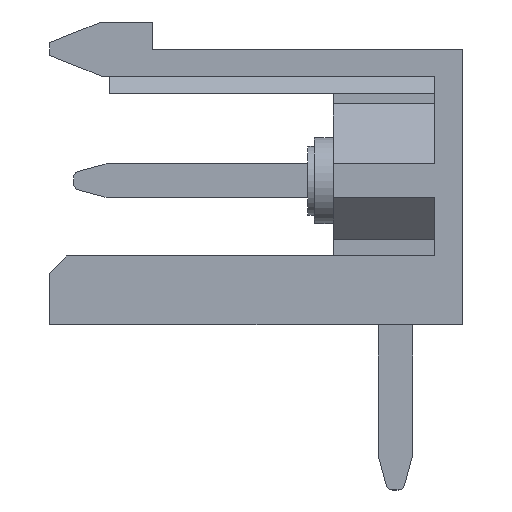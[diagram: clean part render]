
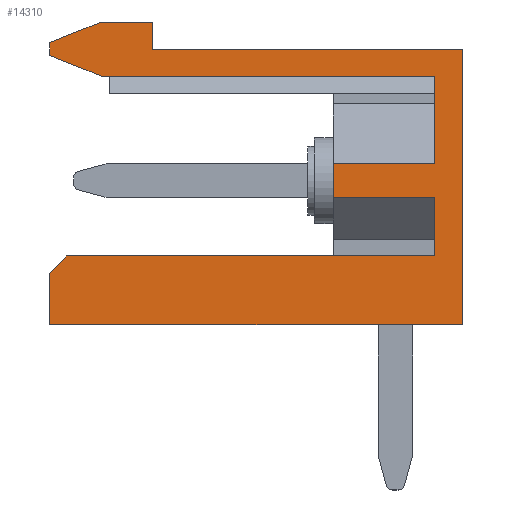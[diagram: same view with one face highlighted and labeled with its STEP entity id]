
A CAD part, left-side view. The second image highlights one B-rep face of the part: STEP entity #14310.
In plain terms, the highlighted planar face has unit normal (-1, 0, 0).
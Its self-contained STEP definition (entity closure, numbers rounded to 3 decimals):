
#287 = CARTESIAN_POINT ( 'NONE',  ( 0., 0., 0. ) ) ;
#661 = ORIENTED_EDGE ( 'NONE', *, *, #15509, .F. ) ;
#697 = VECTOR ( 'NONE', #23390, 1000. ) ;
#713 = DIRECTION ( 'NONE',  ( 0., 0., 1. ) ) ;
#736 = VECTOR ( 'NONE', #21963, 1000. ) ;
#894 = DIRECTION ( 'NONE',  ( 0., 0., -1. ) ) ;
#1609 = DIRECTION ( 'NONE',  ( 0., 1., 0. ) ) ;
#1828 = ORIENTED_EDGE ( 'NONE', *, *, #18177, .T. ) ;
#1842 = VERTEX_POINT ( 'NONE', #4949 ) ;
#2136 = DIRECTION ( 'NONE',  ( 1., 0., 0. ) ) ;
#2375 = VERTEX_POINT ( 'NONE', #6550 ) ;
#2496 = VERTEX_POINT ( 'NONE', #22976 ) ;
#2668 = CARTESIAN_POINT ( 'NONE',  ( 0., 0.8, -6. ) ) ;
#2685 = ORIENTED_EDGE ( 'NONE', *, *, #13249, .T. ) ;
#2722 = LINE ( 'NONE', #8961, #18182 ) ;
#2923 = LINE ( 'NONE', #21745, #22116 ) ;
#3291 = LINE ( 'NONE', #20558, #21916 ) ;
#3404 = CARTESIAN_POINT ( 'NONE',  ( 0., 10.5, -0.77 ) ) ;
#3409 = LINE ( 'NONE', #3404, #22598 ) ;
#3466 = LINE ( 'NONE', #11491, #12843 ) ;
#3517 = FACE_OUTER_BOUND ( 'NONE', #19917, .T. ) ;
#3699 = VERTEX_POINT ( 'NONE', #7781 ) ;
#3758 = ORIENTED_EDGE ( 'NONE', *, *, #14034, .F. ) ;
#4542 = CARTESIAN_POINT ( 'NONE',  ( 0., 11.5, -6. ) ) ;
#4546 = LINE ( 'NONE', #11910, #18829 ) ;
#4949 = CARTESIAN_POINT ( 'NONE',  ( 0., 12., 0.2 ) ) ;
#5384 = DIRECTION ( 'NONE',  ( 0., 0.928, 0.371 ) ) ;
#5455 = VERTEX_POINT ( 'NONE', #19390 ) ;
#5485 = EDGE_CURVE ( 'NONE', #21432, #19877, #10824, .T. ) ;
#5495 = CARTESIAN_POINT ( 'NONE',  ( 0., 10.5, 0.8 ) ) ;
#5653 = VERTEX_POINT ( 'NONE', #23951 ) ;
#5692 = DIRECTION ( 'NONE',  ( 0., 0., 1. ) ) ;
#5765 = CARTESIAN_POINT ( 'NONE',  ( 0., 12., -8. ) ) ;
#5958 = EDGE_CURVE ( 'NONE', #10900, #5653, #3466, .T. ) ;
#6550 = CARTESIAN_POINT ( 'NONE',  ( 0., 0.8, -6. ) ) ;
#6661 = ORIENTED_EDGE ( 'NONE', *, *, #16269, .F. ) ;
#7781 = CARTESIAN_POINT ( 'NONE',  ( 0., 3.75, -3.31 ) ) ;
#8042 = VECTOR ( 'NONE', #21983, 1000. ) ;
#8532 = VERTEX_POINT ( 'NONE', #9061 ) ;
#8675 = LINE ( 'NONE', #2668, #17998 ) ;
#8821 = DIRECTION ( 'NONE',  ( 0., -1., 0. ) ) ;
#8961 = CARTESIAN_POINT ( 'NONE',  ( 0., 3.75, -3.31 ) ) ;
#8996 = CARTESIAN_POINT ( 'NONE',  ( 0., 9.01, 0.8 ) ) ;
#9047 = EDGE_CURVE ( 'NONE', #16998, #15983, #19965, .T. ) ;
#9061 = CARTESIAN_POINT ( 'NONE',  ( 0., 0.8, -4.31 ) ) ;
#9200 = LINE ( 'NONE', #12182, #22813 ) ;
#9230 = ORIENTED_EDGE ( 'NONE', *, *, #13170, .F. ) ;
#9456 = VECTOR ( 'NONE', #16590, 1000. ) ;
#9594 = ORIENTED_EDGE ( 'NONE', *, *, #12138, .F. ) ;
#9627 = LINE ( 'NONE', #5765, #11374 ) ;
#10319 = VERTEX_POINT ( 'NONE', #15809 ) ;
#10438 = EDGE_CURVE ( 'NONE', #5653, #2496, #3409, .T. ) ;
#10445 = AXIS2_PLACEMENT_3D ( 'NONE', #287, #2136, #15200 ) ;
#10592 = LINE ( 'NONE', #17341, #19294 ) ;
#10641 = LINE ( 'NONE', #21559, #697 ) ;
#10642 = ORIENTED_EDGE ( 'NONE', *, *, #9047, .F. ) ;
#10824 = LINE ( 'NONE', #17599, #15184 ) ;
#10840 = DIRECTION ( 'NONE',  ( 0., 0., -1. ) ) ;
#10869 = ORIENTED_EDGE ( 'NONE', *, *, #10438, .F. ) ;
#10893 = CARTESIAN_POINT ( 'NONE',  ( 0., 0., -8. ) ) ;
#10900 = VERTEX_POINT ( 'NONE', #17983 ) ;
#10956 = CARTESIAN_POINT ( 'NONE',  ( 0., 12., -0.17 ) ) ;
#11111 = CARTESIAN_POINT ( 'NONE',  ( 0., 9.01, 0. ) ) ;
#11374 = VECTOR ( 'NONE', #5692, 1000. ) ;
#11487 = DIRECTION ( 'NONE',  ( 0., -0.928, 0.371 ) ) ;
#11491 = CARTESIAN_POINT ( 'NONE',  ( 0., 0.8, -0.77 ) ) ;
#11838 = DIRECTION ( 'NONE',  ( 0., -1., 0. ) ) ;
#11910 = CARTESIAN_POINT ( 'NONE',  ( 0., 12., -0.17 ) ) ;
#12138 = EDGE_CURVE ( 'NONE', #19877, #10319, #17944, .T. ) ;
#12182 = CARTESIAN_POINT ( 'NONE',  ( 0., 11.5, -6. ) ) ;
#12843 = VECTOR ( 'NONE', #13370, 1000. ) ;
#13032 = CARTESIAN_POINT ( 'NONE',  ( 0., 0., -8. ) ) ;
#13170 = EDGE_CURVE ( 'NONE', #15983, #21432, #19342, .T. ) ;
#13249 = EDGE_CURVE ( 'NONE', #14259, #8532, #3291, .T. ) ;
#13370 = DIRECTION ( 'NONE',  ( 0., 0., 1. ) ) ;
#13500 = ORIENTED_EDGE ( 'NONE', *, *, #17493, .T. ) ;
#14034 = EDGE_CURVE ( 'NONE', #20472, #16998, #10592, .T. ) ;
#14054 = ORIENTED_EDGE ( 'NONE', *, *, #22014, .F. ) ;
#14259 = VERTEX_POINT ( 'NONE', #14958 ) ;
#14310 = ADVANCED_FACE ( 'NONE', ( #3517 ), #22543, .F. ) ;
#14712 = CARTESIAN_POINT ( 'NONE',  ( 0., 9.01, 0. ) ) ;
#14726 = EDGE_CURVE ( 'NONE', #3699, #10900, #2923, .T. ) ;
#14958 = CARTESIAN_POINT ( 'NONE',  ( 0., 3.75, -4.31 ) ) ;
#15156 = CARTESIAN_POINT ( 'NONE',  ( 0., 10.5, 0.8 ) ) ;
#15184 = VECTOR ( 'NONE', #894, 1000. ) ;
#15200 = DIRECTION ( 'NONE',  ( 0., 0., -1. ) ) ;
#15509 = EDGE_CURVE ( 'NONE', #10319, #22057, #9627, .T. ) ;
#15809 = CARTESIAN_POINT ( 'NONE',  ( 0., 12., -8. ) ) ;
#15823 = DIRECTION ( 'NONE',  ( 0., 0.707, -0.707 ) ) ;
#15983 = VERTEX_POINT ( 'NONE', #11111 ) ;
#16269 = EDGE_CURVE ( 'NONE', #22035, #2375, #8675, .T. ) ;
#16590 = DIRECTION ( 'NONE',  ( 0., -1., 0. ) ) ;
#16828 = DIRECTION ( 'NONE',  ( 0., -1., 0. ) ) ;
#16998 = VERTEX_POINT ( 'NONE', #21766 ) ;
#17341 = CARTESIAN_POINT ( 'NONE',  ( 0., 10.5, 0.8 ) ) ;
#17493 = EDGE_CURVE ( 'NONE', #22035, #22057, #9200, .T. ) ;
#17503 = DIRECTION ( 'NONE',  ( 0., -1., 0. ) ) ;
#17599 = CARTESIAN_POINT ( 'NONE',  ( 0., 0., 0. ) ) ;
#17747 = CARTESIAN_POINT ( 'NONE',  ( 0., 12., -6.5 ) ) ;
#17944 = LINE ( 'NONE', #10893, #8042 ) ;
#17983 = CARTESIAN_POINT ( 'NONE',  ( 0., 0.8, -3.31 ) ) ;
#17998 = VECTOR ( 'NONE', #17503, 1000. ) ;
#18038 = EDGE_CURVE ( 'NONE', #2375, #8532, #10641, .T. ) ;
#18177 = EDGE_CURVE ( 'NONE', #3699, #14259, #2722, .T. ) ;
#18182 = VECTOR ( 'NONE', #10840, 1000. ) ;
#18774 = LINE ( 'NONE', #10956, #23093 ) ;
#18829 = VECTOR ( 'NONE', #713, 1000. ) ;
#19294 = VECTOR ( 'NONE', #11838, 1000. ) ;
#19342 = LINE ( 'NONE', #14712, #9456 ) ;
#19390 = CARTESIAN_POINT ( 'NONE',  ( 0., 12., -0.17 ) ) ;
#19877 = VERTEX_POINT ( 'NONE', #13032 ) ;
#19917 = EDGE_LOOP ( 'NONE', ( #6661, #13500, #661, #9594, #22520, #9230, #10642, #3758, #23268, #14054, #23115, #10869, #20297, #22341, #1828, #2685, #20908 ) ) ;
#19965 = LINE ( 'NONE', #8996, #736 ) ;
#20297 = ORIENTED_EDGE ( 'NONE', *, *, #5958, .F. ) ;
#20472 = VERTEX_POINT ( 'NONE', #5495 ) ;
#20558 = CARTESIAN_POINT ( 'NONE',  ( 0., 3.75, -4.31 ) ) ;
#20845 = CARTESIAN_POINT ( 'NONE',  ( 0., 0., 0. ) ) ;
#20908 = ORIENTED_EDGE ( 'NONE', *, *, #18038, .F. ) ;
#21432 = VERTEX_POINT ( 'NONE', #20845 ) ;
#21559 = CARTESIAN_POINT ( 'NONE',  ( 0., 0.8, -0.77 ) ) ;
#21745 = CARTESIAN_POINT ( 'NONE',  ( 0., 3.75, -3.31 ) ) ;
#21766 = CARTESIAN_POINT ( 'NONE',  ( 0., 9.01, 0.8 ) ) ;
#21875 = EDGE_CURVE ( 'NONE', #1842, #20472, #22855, .T. ) ;
#21916 = VECTOR ( 'NONE', #16828, 1000. ) ;
#21963 = DIRECTION ( 'NONE',  ( 0., 0., -1. ) ) ;
#21983 = DIRECTION ( 'NONE',  ( 0., 1., 0. ) ) ;
#22014 = EDGE_CURVE ( 'NONE', #5455, #1842, #4546, .T. ) ;
#22035 = VERTEX_POINT ( 'NONE', #4542 ) ;
#22057 = VERTEX_POINT ( 'NONE', #17747 ) ;
#22116 = VECTOR ( 'NONE', #8821, 1000. ) ;
#22280 = VECTOR ( 'NONE', #11487, 1000. ) ;
#22341 = ORIENTED_EDGE ( 'NONE', *, *, #14726, .F. ) ;
#22520 = ORIENTED_EDGE ( 'NONE', *, *, #5485, .F. ) ;
#22543 = PLANE ( 'NONE',  #10445 ) ;
#22598 = VECTOR ( 'NONE', #1609, 1000. ) ;
#22813 = VECTOR ( 'NONE', #15823, 1000. ) ;
#22855 = LINE ( 'NONE', #15156, #22280 ) ;
#22874 = EDGE_CURVE ( 'NONE', #2496, #5455, #18774, .T. ) ;
#22976 = CARTESIAN_POINT ( 'NONE',  ( 0., 10.5, -0.77 ) ) ;
#23093 = VECTOR ( 'NONE', #5384, 1000. ) ;
#23115 = ORIENTED_EDGE ( 'NONE', *, *, #22874, .F. ) ;
#23268 = ORIENTED_EDGE ( 'NONE', *, *, #21875, .F. ) ;
#23390 = DIRECTION ( 'NONE',  ( 0., 0., 1. ) ) ;
#23951 = CARTESIAN_POINT ( 'NONE',  ( 0., 0.8, -0.77 ) ) ;
